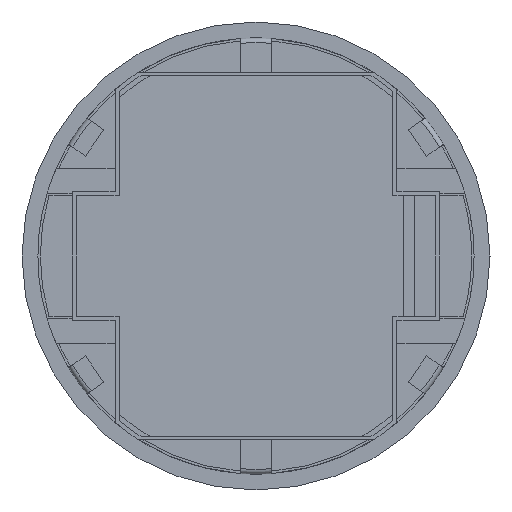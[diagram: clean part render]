
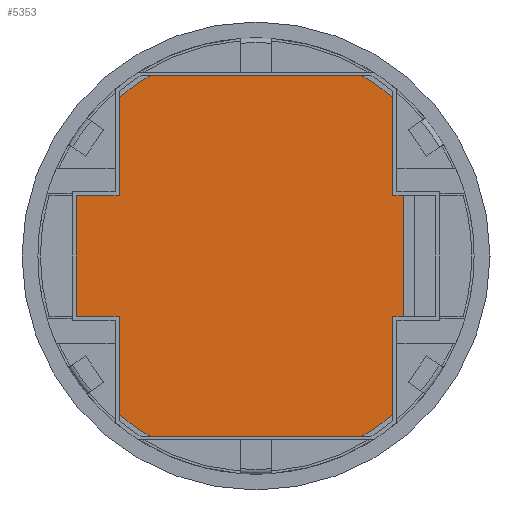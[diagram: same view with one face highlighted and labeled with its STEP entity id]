
A CAD part, front view. The second image highlights one B-rep face of the part: STEP entity #5353.
In plain terms, the highlighted planar face has unit normal (0, -1, 0).
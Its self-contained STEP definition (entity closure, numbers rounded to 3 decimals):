
#574 = VERTEX_POINT ( 'NONE', #6398 ) ;
#602 = CARTESIAN_POINT ( 'NONE',  ( 52.5, -11., -122.87 ) ) ;
#1308 = AXIS2_PLACEMENT_3D ( 'NONE', #2672, #8000, #8869 ) ;
#1549 = ORIENTED_EDGE ( 'NONE', *, *, #5292, .T. ) ;
#1673 = LINE ( 'NONE', #1721, #3928 ) ;
#1679 = AXIS2_PLACEMENT_3D ( 'NONE', #9093, #2081, #3730 ) ;
#1721 = CARTESIAN_POINT ( 'NONE',  ( -52.5, -11., -123.287 ) ) ;
#1890 = DIRECTION ( 'NONE',  ( 0., 1., 0. ) ) ;
#1986 = VERTEX_POINT ( 'NONE', #7404 ) ;
#1998 = EDGE_LOOP ( 'NONE', ( #2362, #1549, #4612, #7208, #7040 ) ) ;
#2002 = VECTOR ( 'NONE', #3624, 1000. ) ;
#2081 = DIRECTION ( 'NONE',  ( 0., 1., 0. ) ) ;
#2362 = ORIENTED_EDGE ( 'NONE', *, *, #7958, .T. ) ;
#2468 = CARTESIAN_POINT ( 'NONE',  ( -52.5, -11., -92.5 ) ) ;
#2672 = CARTESIAN_POINT ( 'NONE',  ( 0., -11., 0. ) ) ;
#3572 = EDGE_CURVE ( 'NONE', #8388, #1986, #8628, .T. ) ;
#3624 = DIRECTION ( 'NONE',  ( 0., 0., -1. ) ) ;
#3730 = DIRECTION ( 'NONE',  ( 0., 0., 1. ) ) ;
#3928 = VECTOR ( 'NONE', #4808, 1000. ) ;
#4213 = AXIS2_PLACEMENT_3D ( 'NONE', #9777, #1890, #4256 ) ;
#4256 = DIRECTION ( 'NONE',  ( 0., 0., 1. ) ) ;
#4612 = ORIENTED_EDGE ( 'NONE', *, *, #8387, .F. ) ;
#4808 = DIRECTION ( 'NONE',  ( 0., 0., 1. ) ) ;
#4993 = LINE ( 'NONE', #8100, #9153 ) ;
#5292 = EDGE_CURVE ( 'NONE', #574, #7743, #9862, .T. ) ;
#5353 = ADVANCED_FACE ( 'NONE', ( #6634 ), #8991, .F. ) ;
#6398 = CARTESIAN_POINT ( 'NONE',  ( 52.5, -11., -92.5 ) ) ;
#6634 = FACE_OUTER_BOUND ( 'NONE', #1998, .T. ) ;
#6977 = VERTEX_POINT ( 'NONE', #2468 ) ;
#7040 = ORIENTED_EDGE ( 'NONE', *, *, #7842, .T. ) ;
#7208 = ORIENTED_EDGE ( 'NONE', *, *, #3572, .F. ) ;
#7232 = CARTESIAN_POINT ( 'NONE',  ( -52.5, -11., -122.87 ) ) ;
#7404 = CARTESIAN_POINT ( 'NONE',  ( 0., -11., 133.616 ) ) ;
#7743 = VERTEX_POINT ( 'NONE', #602 ) ;
#7842 = EDGE_CURVE ( 'NONE', #8388, #6977, #1673, .T. ) ;
#7958 = EDGE_CURVE ( 'NONE', #6977, #574, #4993, .T. ) ;
#8000 = DIRECTION ( 'NONE',  ( 0., 1., 0. ) ) ;
#8100 = CARTESIAN_POINT ( 'NONE',  ( -52.5, -11., -92.5 ) ) ;
#8387 = EDGE_CURVE ( 'NONE', #1986, #7743, #9317, .T. ) ;
#8388 = VERTEX_POINT ( 'NONE', #7232 ) ;
#8628 = CIRCLE ( 'NONE', #4213, 133.616 ) ;
#8869 = DIRECTION ( 'NONE',  ( 0., 0., 1. ) ) ;
#8991 = PLANE ( 'NONE',  #1679 ) ;
#9093 = CARTESIAN_POINT ( 'NONE',  ( 0., -11., 0. ) ) ;
#9153 = VECTOR ( 'NONE', #9801, 1000. ) ;
#9317 = CIRCLE ( 'NONE', #1308, 133.616 ) ;
#9755 = CARTESIAN_POINT ( 'NONE',  ( 52.5, -11., -123.287 ) ) ;
#9777 = CARTESIAN_POINT ( 'NONE',  ( 0., -11., 0. ) ) ;
#9801 = DIRECTION ( 'NONE',  ( 1., 0., 0. ) ) ;
#9862 = LINE ( 'NONE', #9755, #2002 ) ;
